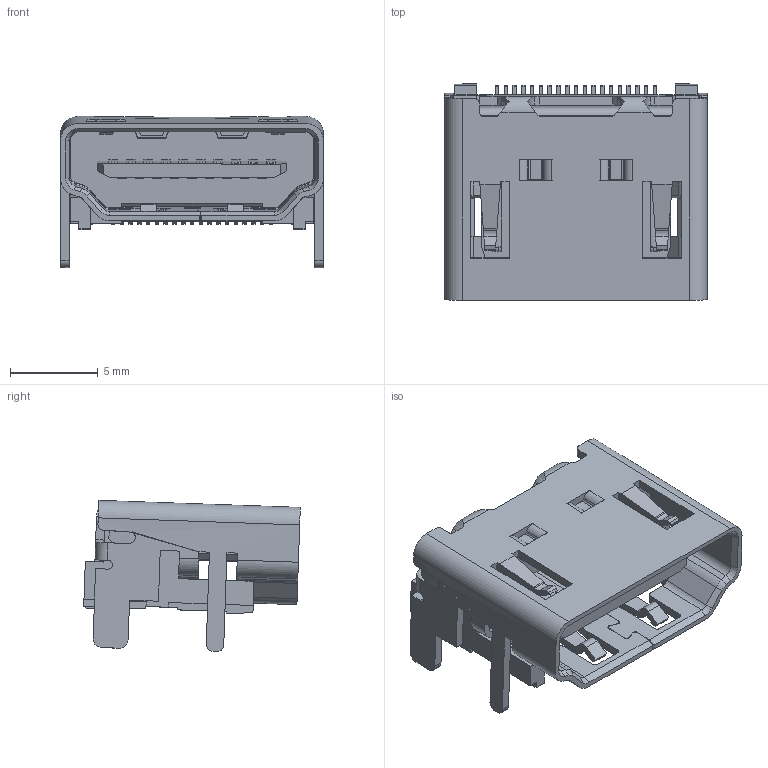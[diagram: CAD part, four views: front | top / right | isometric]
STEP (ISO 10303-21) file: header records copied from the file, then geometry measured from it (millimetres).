
FILE_DESCRIPTION(/* description */ ('STEP AP214'),/* implementation_level */ '2;1');
FILE_NAME(/* name */ '6009e0620757a814d445c615',/* time_stamp */ '2021-01-21T20:13:24+00:00',/* author */ (''),/* organization */ (''),/* preprocessor_version */ 'ST-DEVELOPER v18.1',/* originating_system */ ' ',/* authorisation */ ' ');
FILE_SCHEMA (('AUTOMOTIVE_DESIGN {1 0 10303 214 3 1 1}'));
Length unit declared in the file: metre
Products named in the file (2): Molex-2086588131; 2086588131
Assembly tree (1 placements, depth 2):
  Molex-2086588131
    2086588131
Bounding box: 15 x 12.35 x 8.63 mm (x, y, z)
Volume: 531.4 mm3; surface area: 1386.7 mm2
Topology: 1 solids, 1 shells, 951 faces, 2758 edges, 1791 vertices
Faces by surface type: plane 679, cylinder 250, cone 14, bspline 8
Entity records: 31699 total; most frequent: CARTESIAN_POINT 6633, ORIENTED_EDGE 5516, DIRECTION 4874, EDGE_CURVE 2758, LINE 2078, VECTOR 2078, VERTEX_POINT 1791, AXIS2_PLACEMENT_3D 1398
